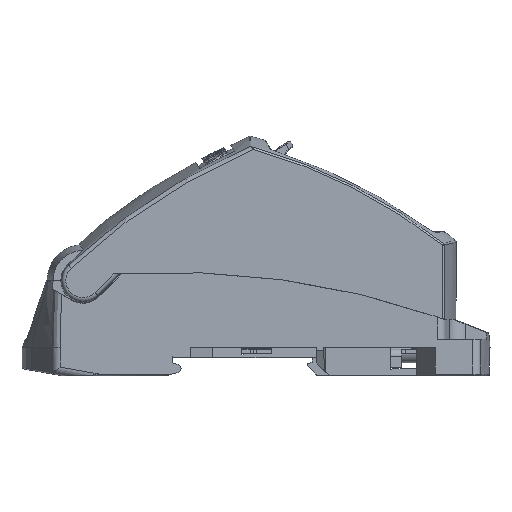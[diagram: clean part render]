
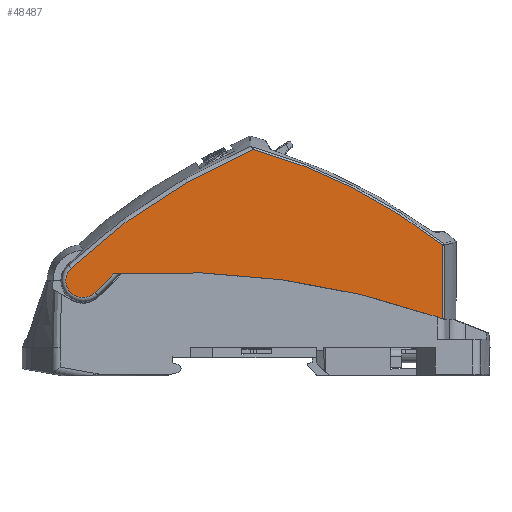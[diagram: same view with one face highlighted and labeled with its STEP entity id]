
A CAD part, left-side view. The second image highlights one B-rep face of the part: STEP entity #48487.
In plain terms, the highlighted planar face has unit normal (-1, 0, 0).
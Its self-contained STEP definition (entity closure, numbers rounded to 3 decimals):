
#1266 = CARTESIAN_POINT ( 'NONE',  ( -24.605, -47.058, -17.756 ) ) ;
#2086 = EDGE_CURVE ( 'NONE', #39715, #43260, #16489, .T. ) ;
#2602 = CARTESIAN_POINT ( 'NONE',  ( -24.605, -16.497, -31.9 ) ) ;
#2739 = VERTEX_POINT ( 'NONE', #46533 ) ;
#4659 = CIRCLE ( 'NONE', #34645, 4.218 ) ;
#4979 = DIRECTION ( 'NONE',  ( 1., 0., 0. ) ) ;
#6669 = VERTEX_POINT ( 'NONE', #46867 ) ;
#7229 = DIRECTION ( 'NONE',  ( 0., 1., 0. ) ) ;
#8153 = CARTESIAN_POINT ( 'NONE',  ( -24.605, -47.102, -17.772 ) ) ;
#8431 = DIRECTION ( 'NONE',  ( 0., 0., -1. ) ) ;
#8765 = CARTESIAN_POINT ( 'NONE',  ( -24.605, -58.191, -113.801 ) ) ;
#9036 = DIRECTION ( 'NONE',  ( -1., 0., 0. ) ) ;
#9171 = LINE ( 'NONE', #41143, #44350 ) ;
#9728 = DIRECTION ( 'NONE',  ( -1., 0., 0. ) ) ;
#10508 = CARTESIAN_POINT ( 'NONE',  ( -24.605, -47.319, -17.848 ) ) ;
#11061 = CARTESIAN_POINT ( 'NONE',  ( -24.605, -47.449, -17.93 ) ) ;
#12352 = VECTOR ( 'NONE', #8431, 1000. ) ;
#12617 = VERTEX_POINT ( 'NONE', #51354 ) ;
#13345 = DIRECTION ( 'NONE',  ( 0., 0.687, 0.727 ) ) ;
#14133 = CARTESIAN_POINT ( 'NONE',  ( -24.605, -46.979, -17.764 ) ) ;
#14250 = ORIENTED_EDGE ( 'NONE', *, *, #35449, .T. ) ;
#15085 = CARTESIAN_POINT ( 'NONE',  ( -24.605, -47.449, -17.894 ) ) ;
#16489 = CIRCLE ( 'NONE', #20581, 200. ) ;
#17595 = AXIS2_PLACEMENT_3D ( 'NONE', #37191, #9728, #41785 ) ;
#17608 = CARTESIAN_POINT ( 'NONE',  ( -24.605, -47.449, -17.93 ) ) ;
#19002 = AXIS2_PLACEMENT_3D ( 'NONE', #36497, #9036, #41108 ) ;
#19374 = EDGE_LOOP ( 'NONE', ( #35350, #54175, #38848, #33241, #21412, #24735, #41529, #14250, #26443, #39920 ) ) ;
#20581 = AXIS2_PLACEMENT_3D ( 'NONE', #48760, #21212, #53371 ) ;
#21212 = DIRECTION ( 'NONE',  ( -1., 0., 0. ) ) ;
#21412 = ORIENTED_EDGE ( 'NONE', *, *, #43867, .F. ) ;
#21505 = CIRCLE ( 'NONE', #17595, 200. ) ;
#21973 = EDGE_CURVE ( 'NONE', #35002, #6669, #9171, .T. ) ;
#22196 = DIRECTION ( 'NONE',  ( 0., 0., 1. ) ) ;
#23809 = FACE_OUTER_BOUND ( 'NONE', #19374, .T. ) ;
#24504 = LINE ( 'NONE', #58756, #12352 ) ;
#24735 = ORIENTED_EDGE ( 'NONE', *, *, #38931, .F. ) ;
#24821 = VECTOR ( 'NONE', #22196, 1000. ) ;
#25212 = PLANE ( 'NONE',  #37943 ) ;
#26443 = ORIENTED_EDGE ( 'NONE', *, *, #2086, .F. ) ;
#27620 = CARTESIAN_POINT ( 'NONE',  ( -24.605, 33.882, -6.789 ) ) ;
#28954 = CIRCLE ( 'NONE', #44973, 149.268 ) ;
#30073 = VERTEX_POINT ( 'NONE', #11061 ) ;
#30218 = CIRCLE ( 'NONE', #19002, 129.677 ) ;
#32082 = DIRECTION ( 'NONE',  ( 0., -1., 0. ) ) ;
#32432 = CARTESIAN_POINT ( 'NONE',  ( -24.605, 41.459, -8.4 ) ) ;
#33241 = ORIENTED_EDGE ( 'NONE', *, *, #40692, .T. ) ;
#33518 = EDGE_CURVE ( 'NONE', #30073, #45454, #37065, .T. ) ;
#34527 = LINE ( 'NONE', #27620, #57543 ) ;
#34645 = AXIS2_PLACEMENT_3D ( 'NONE', #32432, #4979, #37060 ) ;
#34672 = DIRECTION ( 'NONE',  ( 1., 0., 0. ) ) ;
#35002 = VERTEX_POINT ( 'NONE', #35805 ) ;
#35350 = ORIENTED_EDGE ( 'NONE', *, *, #33518, .T. ) ;
#35449 = EDGE_CURVE ( 'NONE', #35002, #43260, #34527, .T. ) ;
#35805 = CARTESIAN_POINT ( 'NONE',  ( -24.605, 33.882, -6.789 ) ) ;
#35848 = VERTEX_POINT ( 'NONE', #39685 ) ;
#36461 = EDGE_CURVE ( 'NONE', #30073, #39715, #21505, .T. ) ;
#36478 = CARTESIAN_POINT ( 'NONE',  ( -24.605, 31.946, -6.789 ) ) ;
#36497 = CARTESIAN_POINT ( 'NONE',  ( -24.605, 33.647, -101.2 ) ) ;
#37060 = DIRECTION ( 'NONE',  ( 0., -0.707, -0.707 ) ) ;
#37065 = LINE ( 'NONE', #17608, #24821 ) ;
#37191 = CARTESIAN_POINT ( 'NONE',  ( -24.605, 19.477, -206.4 ) ) ;
#37943 = AXIS2_PLACEMENT_3D ( 'NONE', #2602, #34672, #7229 ) ;
#37969 = CARTESIAN_POINT ( 'NONE',  ( -24.605, -47.188, -17.802 ) ) ;
#38848 = ORIENTED_EDGE ( 'NONE', *, *, #48647, .F. ) ;
#38931 = EDGE_CURVE ( 'NONE', #6669, #55397, #4659, .T. ) ;
#39685 = CARTESIAN_POINT ( 'NONE',  ( -24.605, -47.058, 0.302 ) ) ;
#39715 = VERTEX_POINT ( 'NONE', #14133 ) ;
#39920 = ORIENTED_EDGE ( 'NONE', *, *, #36461, .F. ) ;
#40692 = EDGE_CURVE ( 'NONE', #35848, #2739, #30218, .T. ) ;
#40842 = DIRECTION ( 'NONE',  ( 1., 0., 0. ) ) ;
#41108 = DIRECTION ( 'NONE',  ( 0., -0.622, 0.783 ) ) ;
#41143 = CARTESIAN_POINT ( 'NONE',  ( -24.605, 33.882, -6.789 ) ) ;
#41503 = CARTESIAN_POINT ( 'NONE',  ( -24.605, -47.449, -17.894 ) ) ;
#41529 = ORIENTED_EDGE ( 'NONE', *, *, #21973, .F. ) ;
#41785 = DIRECTION ( 'NONE',  ( 0., -0.335, 0.942 ) ) ;
#42583 = CARTESIAN_POINT ( 'NONE',  ( -24.605, -47.405, -17.879 ) ) ;
#43260 = VERTEX_POINT ( 'NONE', #36478 ) ;
#43867 = EDGE_CURVE ( 'NONE', #55397, #2739, #28954, .T. ) ;
#44350 = VECTOR ( 'NONE', #45768, 1000. ) ;
#44973 = AXIS2_PLACEMENT_3D ( 'NONE', #8765, #40842, #13345 ) ;
#45454 = VERTEX_POINT ( 'NONE', #41503 ) ;
#45768 = DIRECTION ( 'NONE',  ( 0., 0.707, -0.707 ) ) ;
#46533 = CARTESIAN_POINT ( 'NONE',  ( -24.605, -0.546, 23.888 ) ) ;
#46867 = CARTESIAN_POINT ( 'NONE',  ( -24.605, 38.476, -11.383 ) ) ;
#48487 = ADVANCED_FACE ( 'NONE', ( #23809 ), #25212, .F. ) ;
#48647 = EDGE_CURVE ( 'NONE', #35848, #12617, #24504, .T. ) ;
#48760 = CARTESIAN_POINT ( 'NONE',  ( -24.605, 19.477, -206.4 ) ) ;
#49071 = EDGE_CURVE ( 'NONE', #12617, #45454, #55177, .T. ) ;
#51354 = CARTESIAN_POINT ( 'NONE',  ( -24.605, -47.058, -17.756 ) ) ;
#53069 = CARTESIAN_POINT ( 'NONE',  ( -24.605, 44.357, -5.335 ) ) ;
#53371 = DIRECTION ( 'NONE',  ( 0., -0.332, 0.943 ) ) ;
#54175 = ORIENTED_EDGE ( 'NONE', *, *, #49071, .F. ) ;
#55177 = B_SPLINE_CURVE_WITH_KNOTS ( 'NONE', 3,
 ( #1266, #8153, #37969, #10508, #42583, #15085 ),
 .UNSPECIFIED., .F., .F.,
 ( 4, 1, 1, 4 ),
 ( 0., 0.333, 0.667, 1. ),
 .UNSPECIFIED. ) ;
#55397 = VERTEX_POINT ( 'NONE', #53069 ) ;
#57543 = VECTOR ( 'NONE', #32082, 1000. ) ;
#58756 = CARTESIAN_POINT ( 'NONE',  ( -24.605, -47.058, 0.302 ) ) ;
